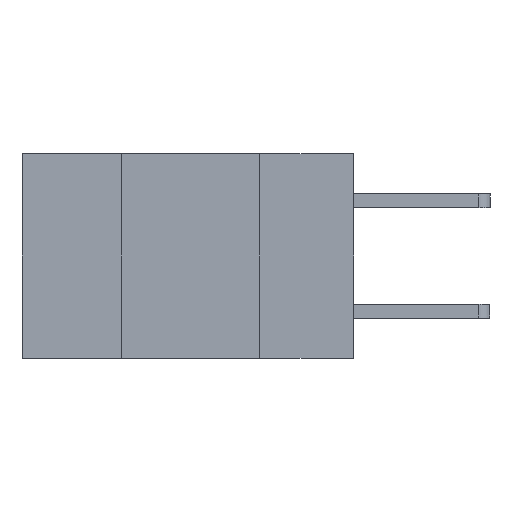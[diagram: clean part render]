
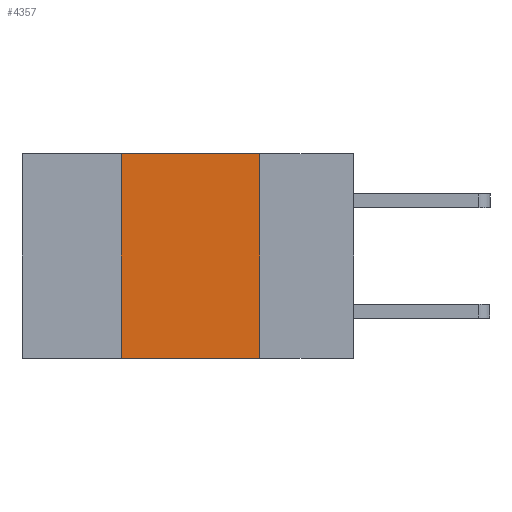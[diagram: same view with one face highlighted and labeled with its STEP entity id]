
A CAD part, left-side view. The second image highlights one B-rep face of the part: STEP entity #4357.
In plain terms, the highlighted planar face has unit normal (-1, 0, 0).
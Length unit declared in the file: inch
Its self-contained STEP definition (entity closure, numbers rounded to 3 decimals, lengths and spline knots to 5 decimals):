
#11 = AXIS2_PLACEMENT_3D ( 'NONE', #9842, #4665, #4834 ) ;
#50 = EDGE_CURVE ( 'NONE', #8990, #9748, #1053, .T. ) ;
#218 = CARTESIAN_POINT ( 'NONE',  ( 0., 0.42, -0.37 ) ) ;
#338 = CARTESIAN_POINT ( 'NONE',  ( 0., 0.17, -0.37 ) ) ;
#915 = VECTOR ( 'NONE', #10265, 39.37008 ) ;
#953 = CARTESIAN_POINT ( 'NONE',  ( 0., 0.17, 0. ) ) ;
#1053 = LINE ( 'NONE', #953, #5389 ) ;
#1552 = CARTESIAN_POINT ( 'NONE',  ( 0., 0.17, 0. ) ) ;
#1603 = LINE ( 'NONE', #4826, #7535 ) ;
#1813 = ORIENTED_EDGE ( 'NONE', *, *, #9001, .F. ) ;
#2225 = EDGE_LOOP ( 'NONE', ( #4727, #6882, #1813, #3705 ) ) ;
#2440 = CARTESIAN_POINT ( 'NONE',  ( 0., 0.42, 0. ) ) ;
#3705 = ORIENTED_EDGE ( 'NONE', *, *, #7613, .T. ) ;
#3718 = CARTESIAN_POINT ( 'NONE',  ( 0., 0.6, 0. ) ) ;
#4247 = DIRECTION ( 'NONE',  ( 0., 0., -1. ) ) ;
#4357 = ADVANCED_FACE ( 'NONE', ( #9901 ), #7321, .F. ) ;
#4665 = DIRECTION ( 'NONE',  ( 1., 0., 0. ) ) ;
#4704 = CARTESIAN_POINT ( 'NONE',  ( 0., 0.6, -0.37 ) ) ;
#4727 = ORIENTED_EDGE ( 'NONE', *, *, #50, .F. ) ;
#4826 = CARTESIAN_POINT ( 'NONE',  ( 0., 0.42, 0. ) ) ;
#4834 = DIRECTION ( 'NONE',  ( 0., 0., -1. ) ) ;
#5389 = VECTOR ( 'NONE', #4247, 39.37008 ) ;
#5574 = VERTEX_POINT ( 'NONE', #2440 ) ;
#5703 = VERTEX_POINT ( 'NONE', #218 ) ;
#5745 = DIRECTION ( 'NONE',  ( 0., -1., 0. ) ) ;
#6050 = VECTOR ( 'NONE', #5745, 39.37008 ) ;
#6409 = LINE ( 'NONE', #4704, #6050 ) ;
#6882 = ORIENTED_EDGE ( 'NONE', *, *, #7127, .F. ) ;
#7044 = LINE ( 'NONE', #3718, #915 ) ;
#7127 = EDGE_CURVE ( 'NONE', #5574, #8990, #7044, .T. ) ;
#7251 = DIRECTION ( 'NONE',  ( 0., 0., 1. ) ) ;
#7321 = PLANE ( 'NONE',  #11 ) ;
#7535 = VECTOR ( 'NONE', #7251, 39.37008 ) ;
#7613 = EDGE_CURVE ( 'NONE', #5703, #9748, #6409, .T. ) ;
#8990 = VERTEX_POINT ( 'NONE', #1552 ) ;
#9001 = EDGE_CURVE ( 'NONE', #5703, #5574, #1603, .T. ) ;
#9748 = VERTEX_POINT ( 'NONE', #338 ) ;
#9842 = CARTESIAN_POINT ( 'NONE',  ( 0., 0.6, 0. ) ) ;
#9901 = FACE_OUTER_BOUND ( 'NONE', #2225, .T. ) ;
#10265 = DIRECTION ( 'NONE',  ( 0., -1., 0. ) ) ;
